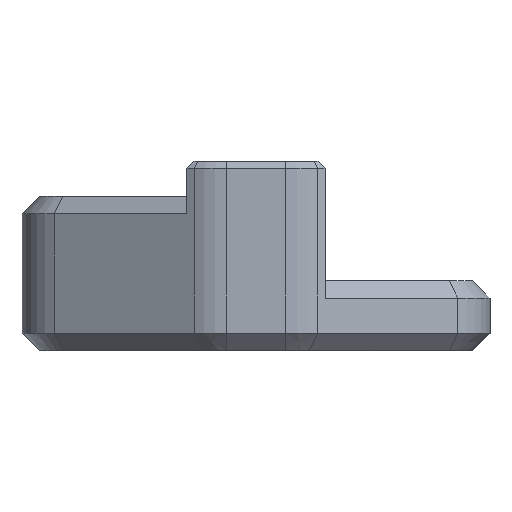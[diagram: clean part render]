
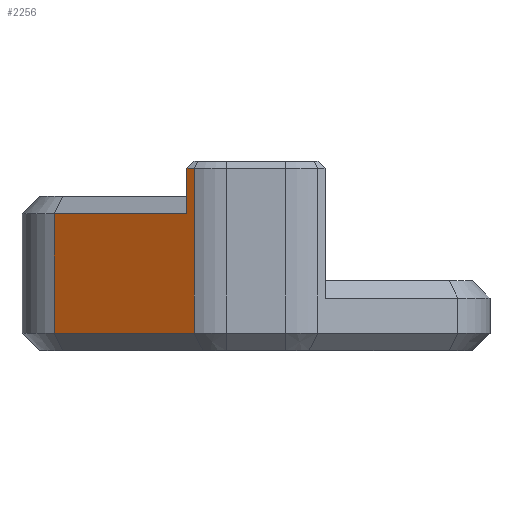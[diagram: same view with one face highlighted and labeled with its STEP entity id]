
A CAD part, left-side view. The second image highlights one B-rep face of the part: STEP entity #2256.
In plain terms, the highlighted planar face has unit normal (-0.866, 0.5, 0).
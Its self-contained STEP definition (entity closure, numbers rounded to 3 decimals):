
#42 = DIRECTION ( 'NONE',  ( 0.5, 0.866, 0. ) ) ;
#179 = ORIENTED_EDGE ( 'NONE', *, *, #8812, .T. ) ;
#279 = VECTOR ( 'NONE', #2394, 1000. ) ;
#299 = CARTESIAN_POINT ( 'NONE',  ( -15.452, 2.95, 5.85 ) ) ;
#429 = ORIENTED_EDGE ( 'NONE', *, *, #450, .T. ) ;
#450 = EDGE_CURVE ( 'NONE', #9383, #4219, #1404, .T. ) ;
#611 = CARTESIAN_POINT ( 'NONE',  ( -12.175, 8.625, 3.3 ) ) ;
#687 = LINE ( 'NONE', #3133, #9631 ) ;
#897 = CARTESIAN_POINT ( 'NONE',  ( -15.632, 2.638, 0.75 ) ) ;
#1196 = CARTESIAN_POINT ( 'NONE',  ( -12.175, 8.625, 0.75 ) ) ;
#1227 = EDGE_CURVE ( 'NONE', #4643, #4102, #3019, .T. ) ;
#1232 = VERTEX_POINT ( 'NONE', #6316 ) ;
#1404 = LINE ( 'NONE', #9416, #9832 ) ;
#1434 = CARTESIAN_POINT ( 'NONE',  ( -15.452, 2.95, 7.8 ) ) ;
#2256 = ADVANCED_FACE ( 'NONE', ( #7742 ), #5290, .T. ) ;
#2394 = DIRECTION ( 'NONE',  ( 0.5, 0.866, 0. ) ) ;
#2451 = EDGE_CURVE ( 'NONE', #6896, #1232, #10375, .T. ) ;
#2498 = CARTESIAN_POINT ( 'NONE',  ( -13.903, 5.632, 5.85 ) ) ;
#3019 = LINE ( 'NONE', #6264, #9840 ) ;
#3056 = DIRECTION ( 'NONE',  ( 0., 0., 1. ) ) ;
#3133 = CARTESIAN_POINT ( 'NONE',  ( -15.632, 2.638, 0.75 ) ) ;
#3289 = CARTESIAN_POINT ( 'NONE',  ( -13.903, 5.632, 7.8 ) ) ;
#3540 = ORIENTED_EDGE ( 'NONE', *, *, #10042, .F. ) ;
#4102 = VERTEX_POINT ( 'NONE', #299 ) ;
#4219 = VERTEX_POINT ( 'NONE', #9630 ) ;
#4643 = VERTEX_POINT ( 'NONE', #1434 ) ;
#4747 = EDGE_LOOP ( 'NONE', ( #3540, #429, #6798, #5237, #179, #9285 ) ) ;
#5237 = ORIENTED_EDGE ( 'NONE', *, *, #1227, .T. ) ;
#5290 = PLANE ( 'NONE',  #6999 ) ;
#5802 = VECTOR ( 'NONE', #3056, 1000. ) ;
#6264 = CARTESIAN_POINT ( 'NONE',  ( -15.452, 2.95, 4.275 ) ) ;
#6316 = CARTESIAN_POINT ( 'NONE',  ( -12.175, 8.625, 5.85 ) ) ;
#6378 = DIRECTION ( 'NONE',  ( 0.5, 0.866, 0. ) ) ;
#6791 = DIRECTION ( 'NONE',  ( -0.866, 0.5, 0. ) ) ;
#6798 = ORIENTED_EDGE ( 'NONE', *, *, #7627, .T. ) ;
#6896 = VERTEX_POINT ( 'NONE', #1196 ) ;
#6999 = AXIS2_PLACEMENT_3D ( 'NONE', #8325, #6791, #8425 ) ;
#7627 = EDGE_CURVE ( 'NONE', #4219, #4643, #10456, .T. ) ;
#7742 = FACE_OUTER_BOUND ( 'NONE', #4747, .T. ) ;
#8325 = CARTESIAN_POINT ( 'NONE',  ( -12.17, 8.634, 0.74 ) ) ;
#8425 = DIRECTION ( 'NONE',  ( -0.5, -0.866, 0. ) ) ;
#8619 = DIRECTION ( 'NONE',  ( 0., 0., 1. ) ) ;
#8812 = EDGE_CURVE ( 'NONE', #4102, #1232, #9774, .T. ) ;
#9285 = ORIENTED_EDGE ( 'NONE', *, *, #2451, .F. ) ;
#9383 = VERTEX_POINT ( 'NONE', #897 ) ;
#9416 = CARTESIAN_POINT ( 'NONE',  ( -15.632, 2.638, 4.275 ) ) ;
#9491 = DIRECTION ( 'NONE',  ( 0., 0., -1. ) ) ;
#9630 = CARTESIAN_POINT ( 'NONE',  ( -15.632, 2.638, 7.8 ) ) ;
#9631 = VECTOR ( 'NONE', #6378, 1000. ) ;
#9774 = LINE ( 'NONE', #2498, #279 ) ;
#9832 = VECTOR ( 'NONE', #8619, 1000. ) ;
#9840 = VECTOR ( 'NONE', #9491, 1000. ) ;
#10042 = EDGE_CURVE ( 'NONE', #9383, #6896, #687, .T. ) ;
#10268 = VECTOR ( 'NONE', #42, 1000. ) ;
#10375 = LINE ( 'NONE', #611, #5802 ) ;
#10456 = LINE ( 'NONE', #3289, #10268 ) ;
